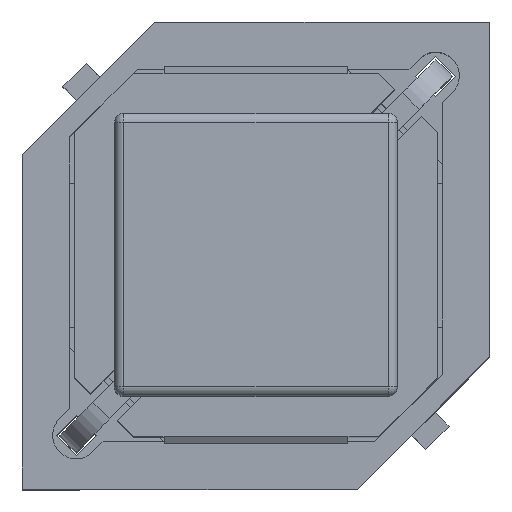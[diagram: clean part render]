
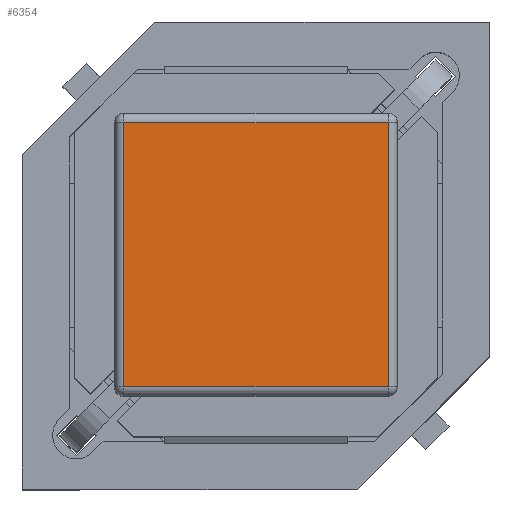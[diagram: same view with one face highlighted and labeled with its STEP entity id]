
A CAD part, top view. The second image highlights one B-rep face of the part: STEP entity #6354.
In plain terms, the highlighted planar face has unit normal (0, 0, 1).
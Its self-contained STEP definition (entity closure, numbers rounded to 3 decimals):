
#5875=CARTESIAN_POINT('',(2.8,-2.8,9.5));
#5876=VERTEX_POINT('',#5875);
#5901=CARTESIAN_POINT('',(-2.8,-2.8,9.5));
#5902=VERTEX_POINT('',#5901);
#5945=CARTESIAN_POINT('',(2.8,2.8,9.5));
#5946=VERTEX_POINT('',#5945);
#5971=CARTESIAN_POINT('',(-2.8,2.8,9.5));
#5972=VERTEX_POINT('',#5971);
#6012=CARTESIAN_POINT('',(-2.8,2.8,9.5));
#6013=DIRECTION('',(1.0,0.0,0.0));
#6014=VECTOR('',#6013,5.6);
#6015=LINE('',#6012,#6014);
#6016=EDGE_CURVE('',#5972,#5946,#6015,.T.);
#6066=CARTESIAN_POINT('',(-2.8,-2.8,9.5));
#6067=DIRECTION('',(0.0,1.0,0.0));
#6068=VECTOR('',#6067,5.6);
#6069=LINE('',#6066,#6068);
#6070=EDGE_CURVE('',#5902,#5972,#6069,.T.);
#6120=CARTESIAN_POINT('',(2.8,2.8,9.5));
#6121=DIRECTION('',(0.0,-1.0,0.0));
#6122=VECTOR('',#6121,5.6);
#6123=LINE('',#6120,#6122);
#6124=EDGE_CURVE('',#5946,#5876,#6123,.T.);
#6174=CARTESIAN_POINT('',(2.8,-2.8,9.5));
#6175=DIRECTION('',(-1.0,0.0,0.0));
#6176=VECTOR('',#6175,5.6);
#6177=LINE('',#6174,#6176);
#6178=EDGE_CURVE('',#5876,#5902,#6177,.T.);
#6343=CARTESIAN_POINT('',(0.,0.,9.5));
#6344=DIRECTION('',(0.0,0.0,1.0));
#6345=DIRECTION('',(1.0,0.0,0.0));
#6346=AXIS2_PLACEMENT_3D('',#6343,#6344,#6345);
#6347=PLANE('',#6346);
#6348=ORIENTED_EDGE('',*,*,#6016,.F.);
#6349=ORIENTED_EDGE('',*,*,#6070,.F.);
#6350=ORIENTED_EDGE('',*,*,#6178,.F.);
#6351=ORIENTED_EDGE('',*,*,#6124,.F.);
#6352=EDGE_LOOP('',(#6348,#6349,#6350,#6351));
#6353=FACE_OUTER_BOUND('',#6352,.T.);
#6354=ADVANCED_FACE('',(#6353),#6347,.T.);
